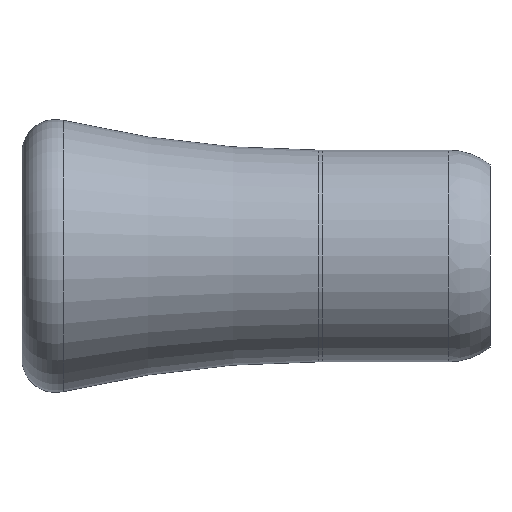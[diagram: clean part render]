
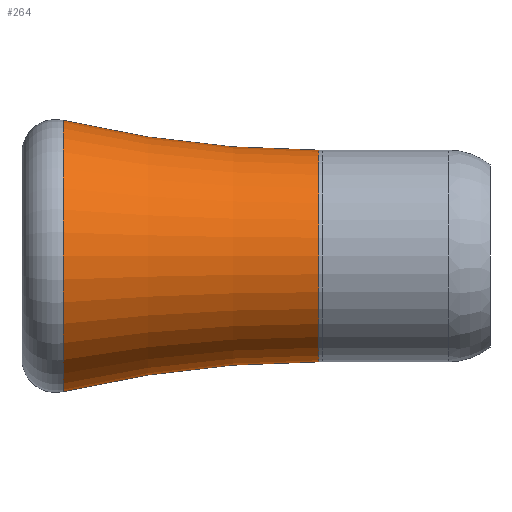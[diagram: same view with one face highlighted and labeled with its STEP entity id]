
A CAD part, left-side view. The second image highlights one B-rep face of the part: STEP entity #264.
In plain terms, the highlighted toroidal (fillet/blend) face has major radius 109.499 mm and minor radius 100 mm.
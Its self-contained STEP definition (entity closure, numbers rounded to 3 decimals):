
#7 = FACE_OUTER_BOUND ( 'NONE', #333, .T. ) ;
#53 = EDGE_CURVE ( 'NONE', #383, #512, #125, .T. ) ;
#62 = CARTESIAN_POINT ( 'NONE',  ( 0., -26.645, 9.499 ) ) ;
#64 = ORIENTED_EDGE ( 'NONE', *, *, #53, .F. ) ;
#110 = DIRECTION ( 'NONE',  ( 0., 0., 1. ) ) ;
#121 = EDGE_CURVE ( 'NONE', #439, #274, #407, .T. ) ;
#125 = CIRCLE ( 'NONE', #293, 100. ) ;
#139 = DIRECTION ( 'NONE',  ( 0., 0., 1. ) ) ;
#154 = AXIS2_PLACEMENT_3D ( 'NONE', #482, #430, #378 ) ;
#158 = DIRECTION ( 'NONE',  ( 0., 1., 0. ) ) ;
#161 = DIRECTION ( 'NONE',  ( 0., 0., 1. ) ) ;
#190 = DIRECTION ( 'NONE',  ( -1., 0., 0. ) ) ;
#206 = ORIENTED_EDGE ( 'NONE', *, *, #410, .F. ) ;
#213 = CARTESIAN_POINT ( 'NONE',  ( 0., -3.689, 0. ) ) ;
#215 = DIRECTION ( 'NONE',  ( 0., 1., 0. ) ) ;
#217 = ORIENTED_EDGE ( 'NONE', *, *, #121, .T. ) ;
#226 = CIRCLE ( 'NONE', #391, 9.499 ) ;
#242 = TOROIDAL_SURFACE ( 'NONE', #154, 109.499, 100. ) ;
#245 = CARTESIAN_POINT ( 'NONE',  ( 0., -26.645, 109.499 ) ) ;
#247 = AXIS2_PLACEMENT_3D ( 'NONE', #388, #336, #277 ) ;
#264 = ADVANCED_FACE ( 'NONE', ( #7 ), #242, .F. ) ;
#274 = VERTEX_POINT ( 'NONE', #324 ) ;
#277 = DIRECTION ( 'NONE',  ( 0., 0., -1. ) ) ;
#283 = CARTESIAN_POINT ( 'NONE',  ( 0., -3.689, 12.17 ) ) ;
#285 = CIRCLE ( 'NONE', #323, 12.17 ) ;
#293 = AXIS2_PLACEMENT_3D ( 'NONE', #245, #190, #139 ) ;
#323 = AXIS2_PLACEMENT_3D ( 'NONE', #213, #158, #110 ) ;
#324 = CARTESIAN_POINT ( 'NONE',  ( 0., -26.645, -9.499 ) ) ;
#331 = CARTESIAN_POINT ( 'NONE',  ( 0., -26.645, 0. ) ) ;
#333 = EDGE_LOOP ( 'NONE', ( #217, #486, #64, #206 ) ) ;
#336 = DIRECTION ( 'NONE',  ( 1., 0., 0. ) ) ;
#378 = DIRECTION ( 'NONE',  ( 0., 0., 1. ) ) ;
#383 = VERTEX_POINT ( 'NONE', #283 ) ;
#388 = CARTESIAN_POINT ( 'NONE',  ( 0., -26.645, -109.499 ) ) ;
#391 = AXIS2_PLACEMENT_3D ( 'NONE', #331, #215, #161 ) ;
#407 = CIRCLE ( 'NONE', #247, 100. ) ;
#410 = EDGE_CURVE ( 'NONE', #439, #383, #285, .T. ) ;
#430 = DIRECTION ( 'NONE',  ( 0., 1., 0. ) ) ;
#439 = VERTEX_POINT ( 'NONE', #475 ) ;
#475 = CARTESIAN_POINT ( 'NONE',  ( 0., -3.689, -12.17 ) ) ;
#482 = CARTESIAN_POINT ( 'NONE',  ( 0., -26.645, 0. ) ) ;
#486 = ORIENTED_EDGE ( 'NONE', *, *, #509, .T. ) ;
#509 = EDGE_CURVE ( 'NONE', #274, #512, #226, .T. ) ;
#512 = VERTEX_POINT ( 'NONE', #62 ) ;
